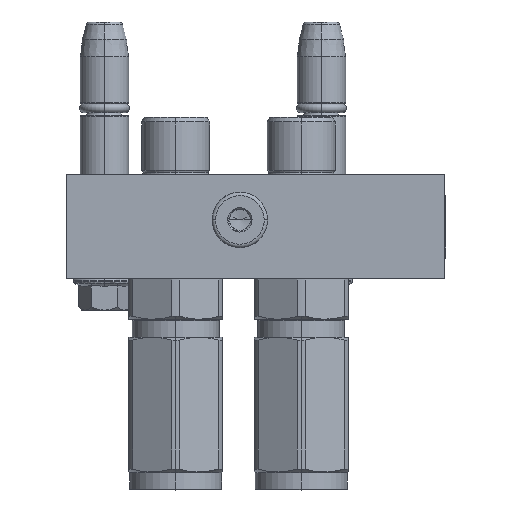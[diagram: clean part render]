
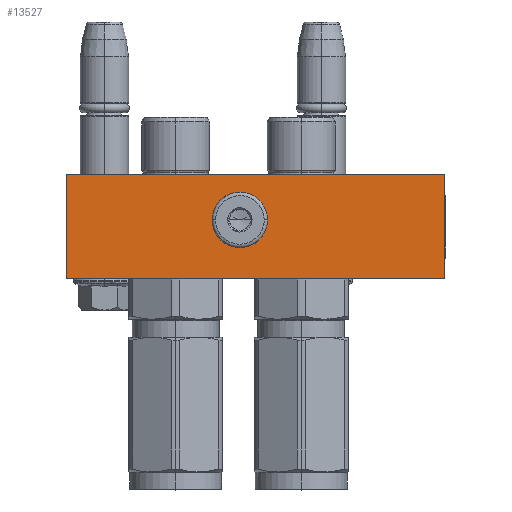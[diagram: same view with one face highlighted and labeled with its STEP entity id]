
A CAD part, front view. The second image highlights one B-rep face of the part: STEP entity #13527.
In plain terms, the highlighted face is planar.
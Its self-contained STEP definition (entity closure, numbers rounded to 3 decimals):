
#835 = VERTEX_POINT ( 'NONE', #1254 ) ;
#868 = CARTESIAN_POINT ( 'NONE',  ( 0.72, 13., -50. ) ) ;
#1043 = CARTESIAN_POINT ( 'NONE',  ( 0.719, 12.654, -50. ) ) ;
#1155 = EDGE_CURVE ( 'NONE', #835, #6977, #43196, .T. ) ;
#1254 = CARTESIAN_POINT ( 'NONE',  ( 54.5, 0., -50. ) ) ;
#1368 = CARTESIAN_POINT ( 'NONE',  ( 0.388, 11.16, -50. ) ) ;
#1450 = CARTESIAN_POINT ( 'NONE',  ( -9.678, 12.317, -50. ) ) ;
#2820 = CARTESIAN_POINT ( 'NONE',  ( -5.865, 18.084, -50. ) ) ;
#4365 = DIRECTION ( 'NONE',  ( -1., 0., 0. ) ) ;
#5146 = CARTESIAN_POINT ( 'NONE',  ( -1.293, 8.825, -50. ) ) ;
#5550 = CARTESIAN_POINT ( 'NONE',  ( -9.72, 13., -50. ) ) ;
#6922 = CARTESIAN_POINT ( 'NONE',  ( -9.72, 13., -50. ) ) ;
#6940 = ORIENTED_EDGE ( 'NONE', *, *, #15600, .T. ) ;
#6977 = VERTEX_POINT ( 'NONE', #41345 ) ;
#8501 = EDGE_CURVE ( 'NONE', #835, #23628, #23068, .T. ) ;
#9225 = CARTESIAN_POINT ( 'NONE',  ( 0.586, 11.815, -50. ) ) ;
#9305 = CARTESIAN_POINT ( 'NONE',  ( -9.061, 10.37, -50. ) ) ;
#9655 = CARTESIAN_POINT ( 'NONE',  ( -9.653, 12.15, -50. ) ) ;
#9820 = CARTESIAN_POINT ( 'NONE',  ( -7.707, 8.825, -50. ) ) ;
#10334 = CARTESIAN_POINT ( 'NONE',  ( 0.553, 14.354, -50. ) ) ;
#10846 = CARTESIAN_POINT ( 'NONE',  ( 0.653, 13.85, -50. ) ) ;
#11499 = EDGE_LOOP ( 'NONE', ( #6940, #41075, #48236, #41041 ) ) ;
#11617 = VERTEX_POINT ( 'NONE', #15365 ) ;
#12697 = CARTESIAN_POINT ( 'NONE',  ( 0.545, 11.647, -50. ) ) ;
#12736 = DIRECTION ( 'NONE',  ( 0., 1., 0. ) ) ;
#13527 = ADVANCED_FACE ( 'NONE', ( #43035, #17383 ), #30741, .T. ) ;
#14095 = VERTEX_POINT ( 'NONE', #27301 ) ;
#14307 = CARTESIAN_POINT ( 'NONE',  ( 0.711, 13.344, -50. ) ) ;
#14489 = CARTESIAN_POINT ( 'NONE',  ( 0.72, 13., -50. ) ) ;
#14659 = CARTESIAN_POINT ( 'NONE',  ( -8.675, 16.207, -50. ) ) ;
#15365 = CARTESIAN_POINT ( 'NONE',  ( 0.72, 13., -50. ) ) ;
#15600 = EDGE_CURVE ( 'NONE', #23628, #47611, #21096, .T. ) ;
#16657 = LINE ( 'NONE', #23191, #49002 ) ;
#16710 = CARTESIAN_POINT ( 'NONE',  ( -54.5, 0., -50. ) ) ;
#17000 = CARTESIAN_POINT ( 'NONE',  ( -1.87, 8.439, -50. ) ) ;
#17232 = CARTESIAN_POINT ( 'NONE',  ( -8.675, 9.793, -50. ) ) ;
#17383 = FACE_OUTER_BOUND ( 'NONE', #11499, .T. ) ;
#17748 = CARTESIAN_POINT ( 'NONE',  ( -9.711, 12.656, -50. ) ) ;
#17923 = CARTESIAN_POINT ( 'NONE',  ( 0.72, 13.173, -50. ) ) ;
#18264 = CARTESIAN_POINT ( 'NONE',  ( -5.185, 18.22, -50. ) ) ;
#19407 = DIRECTION ( 'NONE',  ( -1., 0., 0. ) ) ;
#21096 = LINE ( 'NONE', #16710, #48525 ) ;
#21173 = EDGE_CURVE ( 'NONE', #30276, #11617, #34143, .T. ) ;
#21294 = CARTESIAN_POINT ( 'NONE',  ( -4.5, 7.78, -50. ) ) ;
#21478 = CARTESIAN_POINT ( 'NONE',  ( -9.72, 12.827, -50. ) ) ;
#21999 = CARTESIAN_POINT ( 'NONE',  ( 0.061, 15.63, -50. ) ) ;
#22523 = CARTESIAN_POINT ( 'NONE',  ( -3.135, 18.085, -50. ) ) ;
#22873 = CARTESIAN_POINT ( 'NONE',  ( -54.5, 0., -50. ) ) ;
#23068 = LINE ( 'NONE', #23905, #49908 ) ;
#23191 = CARTESIAN_POINT ( 'NONE',  ( 54.5, 30., -50. ) ) ;
#23628 = VERTEX_POINT ( 'NONE', #22873 ) ;
#23905 = CARTESIAN_POINT ( 'NONE',  ( 54.5, 0., -50. ) ) ;
#24342 = CARTESIAN_POINT ( 'NONE',  ( 0.686, 12.315, -50. ) ) ;
#25098 = EDGE_LOOP ( 'NONE', ( #38055, #37536, #37259 ) ) ;
#25425 = CARTESIAN_POINT ( 'NONE',  ( -5.865, 7.915, -50. ) ) ;
#26446 = CARTESIAN_POINT ( 'NONE',  ( -3.815, 18.22, -50. ) ) ;
#27301 = CARTESIAN_POINT ( 'NONE',  ( -9.72, 13., -50. ) ) ;
#27347 = EDGE_CURVE ( 'NONE', #14095, #30276, #48278, .T. ) ;
#28748 = CARTESIAN_POINT ( 'NONE',  ( 0.446, 11.321, -50. ) ) ;
#30173 = CARTESIAN_POINT ( 'NONE',  ( -0.325, 16.207, -50. ) ) ;
#30276 = VERTEX_POINT ( 'NONE', #21294 ) ;
#30341 = CARTESIAN_POINT ( 'NONE',  ( -9.446, 14.679, -50. ) ) ;
#30741 = PLANE ( 'NONE',  #32809 ) ;
#32809 = AXIS2_PLACEMENT_3D ( 'NONE', #38265, #42354, #43359 ) ;
#32905 = CARTESIAN_POINT ( 'NONE',  ( -4.5, 7.78, -50. ) ) ;
#33746 = CARTESIAN_POINT ( 'NONE',  ( -7.707, 17.175, -50. ) ) ;
#33923 = CARTESIAN_POINT ( 'NONE',  ( -9.719, 13.346, -50. ) ) ;
#34101 = CARTESIAN_POINT ( 'NONE',  ( -9.388, 14.84, -50. ) ) ;
#34143 = B_SPLINE_CURVE_WITH_KNOTS ( 'NONE', 3,
 ( #36407, #47880, #40179, #17000, #5146, #40002, #43934, #1368, #28748, #12697, #9225, #24342, #1043, #868 ),
 .UNSPECIFIED., .F., .F.,
 ( 4, 2, 2, 2, 2, 2, 4 ),
 ( 0.5, 0.625, 0.75, 0.875, 0.906, 0.938, 1. ),
 .UNSPECIFIED. ) ;
#34630 = VECTOR ( 'NONE', #44389, 1000. ) ;
#36342 = CARTESIAN_POINT ( 'NONE',  ( 54.5, 0., -50. ) ) ;
#36380 = CARTESIAN_POINT ( 'NONE',  ( -54.5, 30., -50. ) ) ;
#36407 = CARTESIAN_POINT ( 'NONE',  ( -4.5, 7.78, -50. ) ) ;
#37259 = ORIENTED_EDGE ( 'NONE', *, *, #38425, .T. ) ;
#37536 = ORIENTED_EDGE ( 'NONE', *, *, #21173, .T. ) ;
#37685 = CARTESIAN_POINT ( 'NONE',  ( -1.87, 17.56, -50. ) ) ;
#38055 = ORIENTED_EDGE ( 'NONE', *, *, #27347, .T. ) ;
#38265 = CARTESIAN_POINT ( 'NONE',  ( 54.5, 0., -50. ) ) ;
#38425 = EDGE_CURVE ( 'NONE', #11617, #14095, #41082, .T. ) ;
#40002 = CARTESIAN_POINT ( 'NONE',  ( -0.325, 9.793, -50. ) ) ;
#40007 = EDGE_CURVE ( 'NONE', #6977, #47611, #16657, .T. ) ;
#40179 = CARTESIAN_POINT ( 'NONE',  ( -3.135, 7.916, -50. ) ) ;
#40591 = CARTESIAN_POINT ( 'NONE',  ( -9.553, 11.646, -50. ) ) ;
#40922 = CARTESIAN_POINT ( 'NONE',  ( -7.13, 8.44, -50. ) ) ;
#41041 = ORIENTED_EDGE ( 'NONE', *, *, #8501, .T. ) ;
#41075 = ORIENTED_EDGE ( 'NONE', *, *, #40007, .F. ) ;
#41082 = B_SPLINE_CURVE_WITH_KNOTS ( 'NONE', 3,
 ( #14489, #17923, #14307, #41452, #10846, #10334, #45865, #21999, #30173, #41606, #37685, #22523, #26446, #18264, #2820, #41782, #33746, #14659, #45548, #34101, #30341, #49795, #45193, #49128, #33923, #6922 ),
 .UNSPECIFIED., .F., .F.,
 ( 4, 2, 2, 2, 2, 2, 2, 2, 2, 2, 2, 2, 4 ),
 ( 0., 0.031, 0.062, 0.125, 0.25, 0.375, 0.5, 0.625, 0.75, 0.875, 0.906, 0.937, 1. ),
 .UNSPECIFIED. ) ;
#41345 = CARTESIAN_POINT ( 'NONE',  ( 54.5, 30., -50. ) ) ;
#41452 = CARTESIAN_POINT ( 'NONE',  ( 0.678, 13.683, -50. ) ) ;
#41606 = CARTESIAN_POINT ( 'NONE',  ( -1.293, 17.175, -50. ) ) ;
#41782 = CARTESIAN_POINT ( 'NONE',  ( -7.13, 17.561, -50. ) ) ;
#42354 = DIRECTION ( 'NONE',  ( 0., 0., -1. ) ) ;
#43035 = FACE_BOUND ( 'NONE', #25098, .T. ) ;
#43196 = LINE ( 'NONE', #36342, #34630 ) ;
#43359 = DIRECTION ( 'NONE',  ( -1., 0., 0. ) ) ;
#43934 = CARTESIAN_POINT ( 'NONE',  ( 0.061, 10.371, -50. ) ) ;
#44389 = DIRECTION ( 'NONE',  ( 0., 1., 0. ) ) ;
#44699 = CARTESIAN_POINT ( 'NONE',  ( -9.454, 11.319, -50. ) ) ;
#45193 = CARTESIAN_POINT ( 'NONE',  ( -9.586, 14.185, -50. ) ) ;
#45548 = CARTESIAN_POINT ( 'NONE',  ( -9.061, 15.629, -50. ) ) ;
#45865 = CARTESIAN_POINT ( 'NONE',  ( 0.454, 14.681, -50. ) ) ;
#47611 = VERTEX_POINT ( 'NONE', #36380 ) ;
#47880 = CARTESIAN_POINT ( 'NONE',  ( -3.815, 7.78, -50. ) ) ;
#48236 = ORIENTED_EDGE ( 'NONE', *, *, #1155, .F. ) ;
#48278 = B_SPLINE_CURVE_WITH_KNOTS ( 'NONE', 3,
 ( #5550, #21478, #17748, #1450, #9655, #40591, #44699, #9305, #17232, #9820, #40922, #25425, #48464, #32905 ),
 .UNSPECIFIED., .F., .F.,
 ( 4, 2, 2, 2, 2, 2, 4 ),
 ( 0., 0.031, 0.063, 0.125, 0.25, 0.375, 0.5 ),
 .UNSPECIFIED. ) ;
#48464 = CARTESIAN_POINT ( 'NONE',  ( -5.185, 7.78, -50. ) ) ;
#48525 = VECTOR ( 'NONE', #12736, 1000. ) ;
#49002 = VECTOR ( 'NONE', #19407, 1000. ) ;
#49128 = CARTESIAN_POINT ( 'NONE',  ( -9.686, 13.685, -50. ) ) ;
#49795 = CARTESIAN_POINT ( 'NONE',  ( -9.545, 14.353, -50. ) ) ;
#49908 = VECTOR ( 'NONE', #4365, 1000. ) ;
